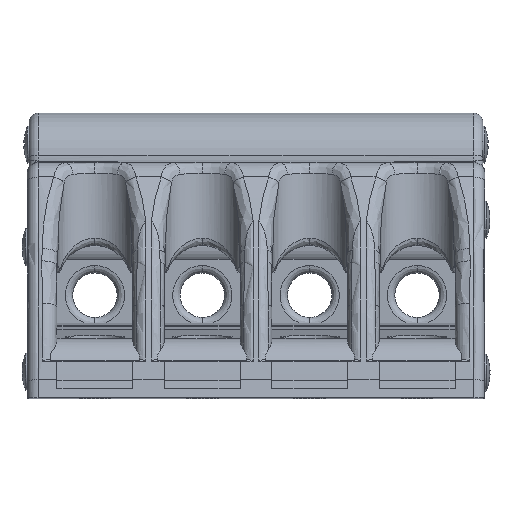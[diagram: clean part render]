
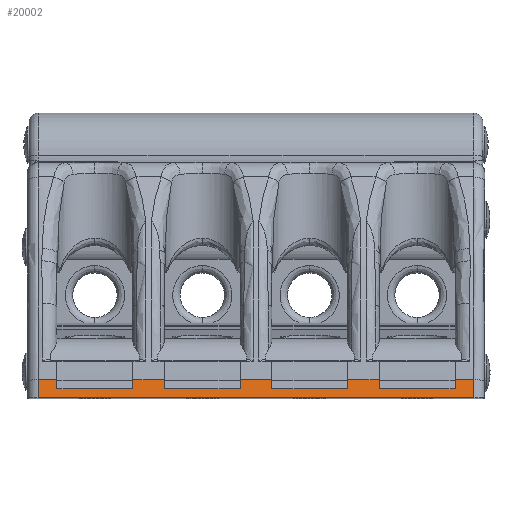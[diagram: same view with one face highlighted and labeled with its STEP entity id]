
A CAD part, top view. The second image highlights one B-rep face of the part: STEP entity #20002.
In plain terms, the highlighted planar face has unit normal (0, 0.174, 0.985).
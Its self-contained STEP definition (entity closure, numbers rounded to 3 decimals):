
#1012=LINE('',#33454,#2105);
#1021=LINE('',#33551,#2114);
#1024=LINE('',#33628,#2117);
#1038=LINE('',#34308,#2131);
#1072=LINE('',#34463,#2165);
#1191=LINE('',#35296,#2284);
#1311=LINE('',#40406,#2404);
#1320=LINE('',#40464,#2413);
#1323=LINE('',#40537,#2416);
#1340=LINE('',#41575,#2433);
#1455=LINE('',#46373,#2548);
#1464=LINE('',#46431,#2557);
#1467=LINE('',#46504,#2560);
#1526=LINE('',#47740,#2619);
#1527=LINE('',#47742,#2620);
#1528=LINE('',#47744,#2621);
#1529=LINE('',#47746,#2622);
#1530=LINE('',#47748,#2623);
#1531=LINE('',#47750,#2624);
#1532=LINE('',#47751,#2625);
#2105=VECTOR('',#23416,10.);
#2114=VECTOR('',#23451,10.);
#2117=VECTOR('',#23484,10.);
#2131=VECTOR('',#23550,10.);
#2165=VECTOR('',#23704,10.);
#2284=VECTOR('',#24219,10.);
#2404=VECTOR('',#24753,10.);
#2413=VECTOR('',#24772,10.);
#2416=VECTOR('',#24801,10.);
#2433=VECTOR('',#24878,10.);
#2548=VECTOR('',#25367,10.);
#2557=VECTOR('',#25386,10.);
#2560=VECTOR('',#25415,10.);
#2619=VECTOR('',#25550,10.);
#2620=VECTOR('',#25551,10.);
#2621=VECTOR('',#25552,10.);
#2622=VECTOR('',#25553,10.);
#2623=VECTOR('',#25554,10.);
#2624=VECTOR('',#25555,10.);
#2625=VECTOR('',#25556,10.);
#3201=PLANE('',#21638);
#4033=FACE_OUTER_BOUND('',#5156,.T.);
#5156=EDGE_LOOP('',(#16938,#16939,#16940,#16941,#16942,#16943,#16944,#16945,
#16946,#16947,#16948,#16949,#16950,#16951,#16952,#16953,#16954,#16955,#16956,
#16957));
#8088=VERTEX_POINT('',#33451);
#8089=VERTEX_POINT('',#33453);
#8106=VERTEX_POINT('',#33550);
#8121=VERTEX_POINT('',#33626);
#8151=VERTEX_POINT('',#34306);
#8212=VERTEX_POINT('',#34461);
#8301=VERTEX_POINT('',#35295);
#8579=VERTEX_POINT('',#40403);
#8580=VERTEX_POINT('',#40405);
#8588=VERTEX_POINT('',#40463);
#8632=VERTEX_POINT('',#41574);
#8877=VERTEX_POINT('',#46370);
#8878=VERTEX_POINT('',#46372);
#8886=VERTEX_POINT('',#46430);
#8985=VERTEX_POINT('',#47739);
#8986=VERTEX_POINT('',#47741);
#8987=VERTEX_POINT('',#47743);
#8988=VERTEX_POINT('',#47745);
#8989=VERTEX_POINT('',#47747);
#8990=VERTEX_POINT('',#47749);
#10343=EDGE_CURVE('',#8089,#8088,#1012,.T.);
#10366=EDGE_CURVE('',#8089,#8106,#1021,.T.);
#10387=EDGE_CURVE('',#8088,#8121,#1024,.T.);
#10445=EDGE_CURVE('',#8121,#8151,#1038,.T.);
#10523=EDGE_CURVE('',#8212,#8151,#1072,.T.);
#10739=EDGE_CURVE('',#8301,#8106,#1191,.T.);
#11148=EDGE_CURVE('',#8580,#8579,#1311,.T.);
#11161=EDGE_CURVE('',#8580,#8588,#1320,.T.);
#11180=EDGE_CURVE('',#8579,#8301,#1323,.T.);
#11251=EDGE_CURVE('',#8632,#8588,#1340,.T.);
#11619=EDGE_CURVE('',#8878,#8877,#1455,.T.);
#11632=EDGE_CURVE('',#8878,#8886,#1464,.T.);
#11651=EDGE_CURVE('',#8877,#8632,#1467,.T.);
#11777=EDGE_CURVE('',#8985,#8886,#1526,.T.);
#11778=EDGE_CURVE('',#8986,#8212,#1527,.T.);
#11779=EDGE_CURVE('',#8986,#8987,#1528,.T.);
#11780=EDGE_CURVE('',#8988,#8987,#1529,.T.);
#11781=EDGE_CURVE('',#8989,#8988,#1530,.T.);
#11782=EDGE_CURVE('',#8989,#8990,#1531,.T.);
#11783=EDGE_CURVE('',#8990,#8985,#1532,.T.);
#16938=ORIENTED_EDGE('',*,*,#11777,.T.);
#16939=ORIENTED_EDGE('',*,*,#11632,.F.);
#16940=ORIENTED_EDGE('',*,*,#11619,.T.);
#16941=ORIENTED_EDGE('',*,*,#11651,.T.);
#16942=ORIENTED_EDGE('',*,*,#11251,.T.);
#16943=ORIENTED_EDGE('',*,*,#11161,.F.);
#16944=ORIENTED_EDGE('',*,*,#11148,.T.);
#16945=ORIENTED_EDGE('',*,*,#11180,.T.);
#16946=ORIENTED_EDGE('',*,*,#10739,.T.);
#16947=ORIENTED_EDGE('',*,*,#10366,.F.);
#16948=ORIENTED_EDGE('',*,*,#10343,.T.);
#16949=ORIENTED_EDGE('',*,*,#10387,.T.);
#16950=ORIENTED_EDGE('',*,*,#10445,.T.);
#16951=ORIENTED_EDGE('',*,*,#10523,.F.);
#16952=ORIENTED_EDGE('',*,*,#11778,.F.);
#16953=ORIENTED_EDGE('',*,*,#11779,.T.);
#16954=ORIENTED_EDGE('',*,*,#11780,.F.);
#16955=ORIENTED_EDGE('',*,*,#11781,.F.);
#16956=ORIENTED_EDGE('',*,*,#11782,.T.);
#16957=ORIENTED_EDGE('',*,*,#11783,.T.);
#20002=ADVANCED_FACE('',(#4033),#3201,.T.);
#21638=AXIS2_PLACEMENT_3D('',#47738,#25548,#25549);
#23416=DIRECTION('',(-1.,0.,0.));
#23451=DIRECTION('',(0.,0.985,-0.174));
#23484=DIRECTION('',(0.,0.985,-0.174));
#23550=DIRECTION('',(-1.,0.,0.));
#23704=DIRECTION('',(0.,0.985,-0.174));
#24219=DIRECTION('',(-1.,0.,0.));
#24753=DIRECTION('',(-1.,0.,0.));
#24772=DIRECTION('',(0.,0.985,-0.174));
#24801=DIRECTION('',(0.,0.985,-0.174));
#24878=DIRECTION('',(-1.,0.,0.));
#25367=DIRECTION('',(-1.,0.,0.));
#25386=DIRECTION('',(0.,0.985,-0.174));
#25415=DIRECTION('',(0.,0.985,-0.174));
#25548=DIRECTION('center_axis',(0.,0.174,
0.985));
#25549=DIRECTION('ref_axis',(0.,0.985,-0.174));
#25550=DIRECTION('',(-1.,0.,0.));
#25551=DIRECTION('',(-1.,0.,0.));
#25552=DIRECTION('',(0.,0.985,-0.174));
#25553=DIRECTION('',(1.,0.,0.));
#25554=DIRECTION('',(0.,0.985,-0.174));
#25555=DIRECTION('',(-1.,0.,0.));
#25556=DIRECTION('',(0.,0.985,-0.174));
#33451=CARTESIAN_POINT('',(-97.25,0.,77.684));
#33453=CARTESIAN_POINT('',(-76.75,0.,77.684));
#33454=CARTESIAN_POINT('',(-87.,0.,77.684));
#33550=CARTESIAN_POINT('',(-76.75,2.424,77.257));
#33551=CARTESIAN_POINT('',(-76.75,19.465,74.252));
#33626=CARTESIAN_POINT('',(-97.25,2.424,77.257));
#33628=CARTESIAN_POINT('',(-97.25,19.465,74.252));
#34306=CARTESIAN_POINT('',(-102.265,2.424,77.257));
#34308=CARTESIAN_POINT('',(-87.,2.424,77.257));
#34461=CARTESIAN_POINT('',(-102.265,-2.5,78.125));
#34463=CARTESIAN_POINT('',(-102.265,2.424,77.257));
#35295=CARTESIAN_POINT('',(-68.25,2.424,77.257));
#35296=CARTESIAN_POINT('',(-58.,2.424,77.257));
#40403=CARTESIAN_POINT('',(-68.25,0.,77.684));
#40405=CARTESIAN_POINT('',(-47.75,0.,77.684));
#40406=CARTESIAN_POINT('',(-58.,0.,77.684));
#40463=CARTESIAN_POINT('',(-47.75,2.424,77.257));
#40464=CARTESIAN_POINT('',(-47.75,19.465,74.252));
#40537=CARTESIAN_POINT('',(-68.25,19.465,74.252));
#41574=CARTESIAN_POINT('',(-39.25,2.424,77.257));
#41575=CARTESIAN_POINT('',(-29.,2.424,77.257));
#46370=CARTESIAN_POINT('',(-39.25,0.,77.684));
#46372=CARTESIAN_POINT('',(-18.75,0.,77.684));
#46373=CARTESIAN_POINT('',(-29.,0.,77.684));
#46430=CARTESIAN_POINT('',(-18.75,2.424,77.257));
#46431=CARTESIAN_POINT('',(-18.75,19.465,74.252));
#46504=CARTESIAN_POINT('',(-39.25,19.465,74.252));
#47738=CARTESIAN_POINT('Origin',(0.,-2.5,
78.125));
#47739=CARTESIAN_POINT('',(-10.25,2.424,77.257));
#47740=CARTESIAN_POINT('',(0.,2.424,77.257));
#47741=CARTESIAN_POINT('',(15.265,-2.5,78.125));
#47742=CARTESIAN_POINT('',(0.,-2.5,78.125));
#47743=CARTESIAN_POINT('',(15.265,2.424,77.257));
#47744=CARTESIAN_POINT('',(15.265,2.424,77.257));
#47745=CARTESIAN_POINT('',(10.25,2.424,77.257));
#47746=CARTESIAN_POINT('',(0.,2.424,77.257));
#47747=CARTESIAN_POINT('',(10.25,0.,77.684));
#47748=CARTESIAN_POINT('',(10.25,19.465,74.252));
#47749=CARTESIAN_POINT('',(-10.25,0.,77.684));
#47750=CARTESIAN_POINT('',(0.,0.,77.684));
#47751=CARTESIAN_POINT('',(-10.25,19.465,74.252));
